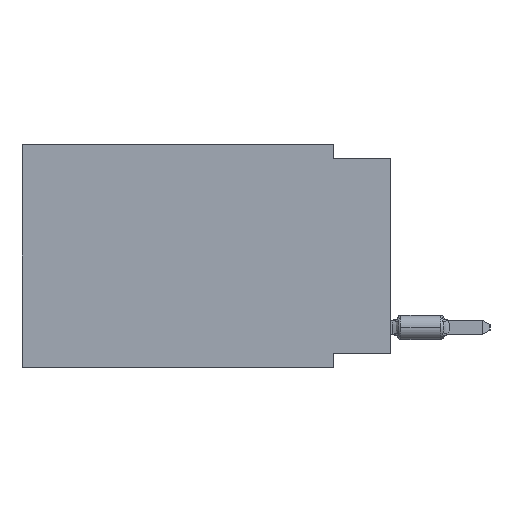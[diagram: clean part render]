
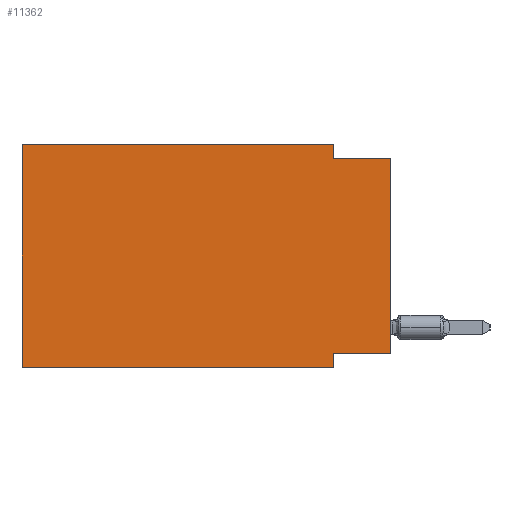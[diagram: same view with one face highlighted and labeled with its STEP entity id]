
A CAD part, left-side view. The second image highlights one B-rep face of the part: STEP entity #11362.
In plain terms, the highlighted planar face has unit normal (-1, 0, 0).
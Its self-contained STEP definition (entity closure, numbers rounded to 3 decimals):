
#181 = VERTEX_POINT ( 'NONE', #19007 ) ;
#2223 = VECTOR ( 'NONE', #19397, 1000. ) ;
#2523 = CARTESIAN_POINT ( 'NONE',  ( 0., 2.54, 0. ) ) ;
#2858 = CARTESIAN_POINT ( 'NONE',  ( 0., 0., -9.271 ) ) ;
#4042 = CARTESIAN_POINT ( 'NONE',  ( 0., 2.54, -9.906 ) ) ;
#4370 = CARTESIAN_POINT ( 'NONE',  ( 0., 2.54, -0.635 ) ) ;
#5144 = LINE ( 'NONE', #4042, #54533 ) ;
#5279 = CARTESIAN_POINT ( 'NONE',  ( 0., 0., -0.635 ) ) ;
#5794 = CARTESIAN_POINT ( 'NONE',  ( 0., 16.383, 0. ) ) ;
#7192 = VECTOR ( 'NONE', #17457, 1000. ) ;
#7395 = VERTEX_POINT ( 'NONE', #25360 ) ;
#7754 = DIRECTION ( 'NONE',  ( 0., -1., 0. ) ) ;
#8270 = DIRECTION ( 'NONE',  ( 0., 0., -1. ) ) ;
#9746 = DIRECTION ( 'NONE',  ( 0., -1., 0. ) ) ;
#10928 = EDGE_CURVE ( 'NONE', #44715, #181, #19943, .T. ) ;
#11362 = ADVANCED_FACE ( 'NONE', ( #51016 ), #16106, .F. ) ;
#12223 = CARTESIAN_POINT ( 'NONE',  ( 0., 16.383, 0. ) ) ;
#12451 = ORIENTED_EDGE ( 'NONE', *, *, #14603, .F. ) ;
#12727 = DIRECTION ( 'NONE',  ( 1., 0., 0. ) ) ;
#13330 = LINE ( 'NONE', #5794, #41829 ) ;
#13988 = ORIENTED_EDGE ( 'NONE', *, *, #29965, .F. ) ;
#14603 = EDGE_CURVE ( 'NONE', #54112, #181, #5144, .T. ) ;
#15125 = EDGE_LOOP ( 'NONE', ( #36368, #26146, #43750, #20117, #13988, #29341, #12451, #36162 ) ) ;
#15829 = EDGE_CURVE ( 'NONE', #27510, #17730, #38416, .T. ) ;
#16106 = PLANE ( 'NONE',  #43343 ) ;
#17457 = DIRECTION ( 'NONE',  ( 0., 0., 1. ) ) ;
#17730 = VERTEX_POINT ( 'NONE', #47458 ) ;
#19007 = CARTESIAN_POINT ( 'NONE',  ( 0., 2.54, -9.906 ) ) ;
#19028 = LINE ( 'NONE', #49174, #52276 ) ;
#19397 = DIRECTION ( 'NONE',  ( 0., -1., 0. ) ) ;
#19943 = LINE ( 'NONE', #36707, #2223 ) ;
#20117 = ORIENTED_EDGE ( 'NONE', *, *, #42030, .F. ) ;
#21307 = EDGE_CURVE ( 'NONE', #27510, #54112, #45259, .T. ) ;
#25360 = CARTESIAN_POINT ( 'NONE',  ( 0., 16.383, 0. ) ) ;
#25393 = EDGE_CURVE ( 'NONE', #49716, #17730, #43288, .T. ) ;
#26146 = ORIENTED_EDGE ( 'NONE', *, *, #25393, .F. ) ;
#27510 = VERTEX_POINT ( 'NONE', #2858 ) ;
#29341 = ORIENTED_EDGE ( 'NONE', *, *, #10928, .T. ) ;
#29965 = EDGE_CURVE ( 'NONE', #44715, #7395, #13330, .T. ) ;
#34310 = LINE ( 'NONE', #12223, #36663 ) ;
#36162 = ORIENTED_EDGE ( 'NONE', *, *, #21307, .F. ) ;
#36368 = ORIENTED_EDGE ( 'NONE', *, *, #15829, .T. ) ;
#36663 = VECTOR ( 'NONE', #7754, 1000. ) ;
#36707 = CARTESIAN_POINT ( 'NONE',  ( 0., 16.383, -9.906 ) ) ;
#37172 = CARTESIAN_POINT ( 'NONE',  ( 0., 2.54, -9.271 ) ) ;
#38093 = EDGE_CURVE ( 'NONE', #43042, #49716, #19028, .T. ) ;
#38416 = LINE ( 'NONE', #39528, #7192 ) ;
#39528 = CARTESIAN_POINT ( 'NONE',  ( 0., 0., 0. ) ) ;
#41052 = CARTESIAN_POINT ( 'NONE',  ( 0., 0., -9.271 ) ) ;
#41829 = VECTOR ( 'NONE', #47449, 1000. ) ;
#42030 = EDGE_CURVE ( 'NONE', #7395, #43042, #34310, .T. ) ;
#43042 = VERTEX_POINT ( 'NONE', #2523 ) ;
#43288 = LINE ( 'NONE', #5279, #46123 ) ;
#43343 = AXIS2_PLACEMENT_3D ( 'NONE', #46560, #12727, #8270 ) ;
#43750 = ORIENTED_EDGE ( 'NONE', *, *, #38093, .F. ) ;
#44715 = VERTEX_POINT ( 'NONE', #48815 ) ;
#45259 = LINE ( 'NONE', #41052, #50999 ) ;
#46123 = VECTOR ( 'NONE', #9746, 1000. ) ;
#46560 = CARTESIAN_POINT ( 'NONE',  ( 0., 16.383, 0. ) ) ;
#47449 = DIRECTION ( 'NONE',  ( 0., 0., 1. ) ) ;
#47458 = CARTESIAN_POINT ( 'NONE',  ( 0., 0., -0.635 ) ) ;
#48815 = CARTESIAN_POINT ( 'NONE',  ( 0., 16.383, -9.906 ) ) ;
#49174 = CARTESIAN_POINT ( 'NONE',  ( 0., 2.54, 0. ) ) ;
#49716 = VERTEX_POINT ( 'NONE', #4370 ) ;
#50999 = VECTOR ( 'NONE', #53076, 1000. ) ;
#51016 = FACE_OUTER_BOUND ( 'NONE', #15125, .T. ) ;
#52074 = DIRECTION ( 'NONE',  ( 0., 0., -1. ) ) ;
#52276 = VECTOR ( 'NONE', #53356, 1000. ) ;
#53076 = DIRECTION ( 'NONE',  ( 0., 1., 0. ) ) ;
#53356 = DIRECTION ( 'NONE',  ( 0., 0., -1. ) ) ;
#54112 = VERTEX_POINT ( 'NONE', #37172 ) ;
#54533 = VECTOR ( 'NONE', #52074, 1000. ) ;
